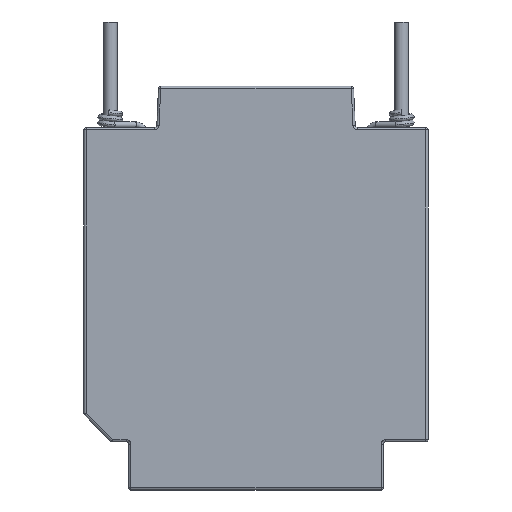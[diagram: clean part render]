
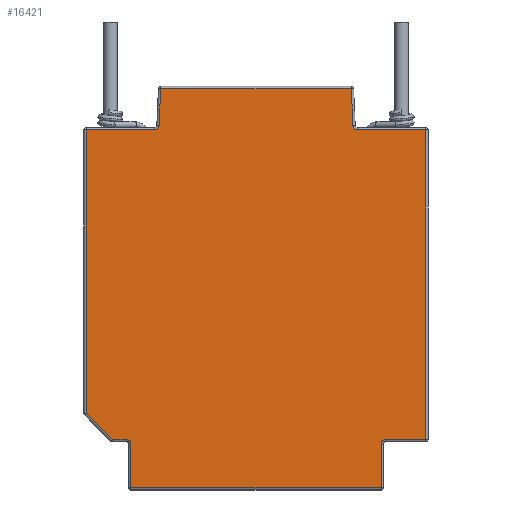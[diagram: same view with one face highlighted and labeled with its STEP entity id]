
A CAD part, front view. The second image highlights one B-rep face of the part: STEP entity #16421.
In plain terms, the highlighted planar face has unit normal (0, -1, 0).
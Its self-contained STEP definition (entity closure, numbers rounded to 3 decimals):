
#4769=DIRECTION('',(-1.,0.,0.));
#4770=VECTOR('',#4769,2.976);
#4771=CARTESIAN_POINT('',(7.4,-1.475,7.8));
#4772=LINE('',#4771,#4770);
#4773=DIRECTION('',(0.,0.,1.));
#4774=VECTOR('',#4773,13.5);
#4775=CARTESIAN_POINT('',(7.4,-1.475,-5.7));
#4776=LINE('',#4775,#4774);
#4777=DIRECTION('',(1.,0.,0.));
#4778=VECTOR('',#4777,1.75);
#4779=CARTESIAN_POINT('',(5.65,-1.475,-5.7));
#4780=LINE('',#4779,#4778);
#4781=CARTESIAN_POINT('',(5.65,-1.475,-5.9));
#4782=DIRECTION('',(0.,1.,0.));
#4783=DIRECTION('',(-1.,0.,0.));
#4784=AXIS2_PLACEMENT_3D('',#4781,#4782,#4783);
#4786=DIRECTION('',(0.,0.,1.));
#4787=VECTOR('',#4786,1.9);
#4788=CARTESIAN_POINT('',(5.45,-1.475,-7.8));
#4789=LINE('',#4788,#4787);
#4790=DIRECTION('',(1.,0.,0.));
#4791=VECTOR('',#4790,10.9);
#4792=CARTESIAN_POINT('',(-5.45,-1.475,-7.8));
#4793=LINE('',#4792,#4791);
#4794=DIRECTION('',(0.,0.,-1.));
#4795=VECTOR('',#4794,1.9);
#4796=CARTESIAN_POINT('',(-5.45,-1.475,-5.9));
#4797=LINE('',#4796,#4795);
#4798=CARTESIAN_POINT('',(-5.65,-1.475,-5.9));
#4799=DIRECTION('',(0.,1.,0.));
#4800=DIRECTION('',(0.,0.,1.));
#4801=AXIS2_PLACEMENT_3D('',#4798,#4799,#4800);
#4803=DIRECTION('',(1.,0.,0.));
#4804=VECTOR('',#4803,0.609);
#4805=CARTESIAN_POINT('',(-6.259,-1.475,-5.7));
#4806=LINE('',#4805,#4804);
#4807=DIRECTION('',(0.707,0.,-0.707));
#4808=VECTOR('',#4807,1.614);
#4809=CARTESIAN_POINT('',(-7.4,-1.475,-4.559));
#4810=LINE('',#4809,#4808);
#4811=DIRECTION('',(0.,0.,-1.));
#4812=VECTOR('',#4811,12.359);
#4813=CARTESIAN_POINT('',(-7.4,-1.475,7.8));
#4814=LINE('',#4813,#4812);
#4815=DIRECTION('',(-1.,0.,0.));
#4816=VECTOR('',#4815,2.976);
#4817=CARTESIAN_POINT('',(-4.424,-1.475,7.8));
#4818=LINE('',#4817,#4816);
#4819=CARTESIAN_POINT('',(-4.424,-1.475,8.));
#4820=DIRECTION('',(0.,1.,0.));
#4821=DIRECTION('',(0.999,0.,-0.044));
#4822=AXIS2_PLACEMENT_3D('',#4819,#4820,#4821);
#4824=DIRECTION('',(-0.044,0.,-0.999));
#4825=VECTOR('',#4824,1.61);
#4826=CARTESIAN_POINT('',(-4.154,-1.475,9.6));
#4827=LINE('',#4826,#4825);
#4828=DIRECTION('',(-1.,0.,0.));
#4829=VECTOR('',#4828,8.309);
#4830=CARTESIAN_POINT('',(4.154,-1.475,9.6));
#4831=LINE('',#4830,#4829);
#4832=DIRECTION('',(-0.044,0.,0.999));
#4833=VECTOR('',#4832,1.61);
#4834=CARTESIAN_POINT('',(4.225,-1.475,7.991));
#4835=LINE('',#4834,#4833);
#4836=CARTESIAN_POINT('',(4.424,-1.475,8.));
#4837=DIRECTION('',(0.,1.,0.));
#4838=DIRECTION('',(0.,0.,-1.));
#4839=AXIS2_PLACEMENT_3D('',#4836,#4837,#4838);
#7668=CARTESIAN_POINT('',(7.4,-1.475,7.8));
#7669=CARTESIAN_POINT('',(4.424,-1.475,7.8));
#7670=VERTEX_POINT('',#7668);
#7671=VERTEX_POINT('',#7669);
#7674=CARTESIAN_POINT('',(4.225,-1.475,7.991));
#7675=VERTEX_POINT('',#7674);
#7678=CARTESIAN_POINT('',(4.154,-1.475,9.6));
#7679=VERTEX_POINT('',#7678);
#7684=CARTESIAN_POINT('',(-4.154,-1.475,9.6));
#7685=VERTEX_POINT('',#7684);
#7690=CARTESIAN_POINT('',(-4.225,-1.475,7.991));
#7691=VERTEX_POINT('',#7690);
#7694=CARTESIAN_POINT('',(-4.424,-1.475,7.8));
#7695=VERTEX_POINT('',#7694);
#7698=CARTESIAN_POINT('',(-7.4,-1.475,7.8));
#7699=VERTEX_POINT('',#7698);
#7704=CARTESIAN_POINT('',(-7.4,-1.475,-4.559));
#7705=VERTEX_POINT('',#7704);
#7710=CARTESIAN_POINT('',(-6.259,-1.475,-5.7));
#7711=VERTEX_POINT('',#7710);
#7716=CARTESIAN_POINT('',(-5.65,-1.475,-5.7));
#7717=VERTEX_POINT('',#7716);
#7720=CARTESIAN_POINT('',(-5.45,-1.475,-5.9));
#7721=VERTEX_POINT('',#7720);
#7724=CARTESIAN_POINT('',(-5.45,-1.475,-7.8));
#7725=VERTEX_POINT('',#7724);
#7730=CARTESIAN_POINT('',(5.45,-1.475,-7.8));
#7731=VERTEX_POINT('',#7730);
#7736=CARTESIAN_POINT('',(5.45,-1.475,-5.9));
#7737=VERTEX_POINT('',#7736);
#7740=CARTESIAN_POINT('',(5.65,-1.475,-5.7));
#7741=VERTEX_POINT('',#7740);
#7744=CARTESIAN_POINT('',(7.4,-1.475,-5.7));
#7745=VERTEX_POINT('',#7744);
#16381=CARTESIAN_POINT('',(0.,-1.475,0.));
#16382=DIRECTION('',(0.,1.,0.));
#16383=DIRECTION('',(1.,0.,0.));
#16384=AXIS2_PLACEMENT_3D('',#16381,#16382,#16383);
#16385=PLANE('',#16384);
#16386=ORIENTED_EDGE('',*,*,#16364,.F.);
#16388=ORIENTED_EDGE('',*,*,#16387,.F.);
#16390=ORIENTED_EDGE('',*,*,#16389,.F.);
#16392=ORIENTED_EDGE('',*,*,#16391,.F.);
#16394=ORIENTED_EDGE('',*,*,#16393,.F.);
#16396=ORIENTED_EDGE('',*,*,#16395,.F.);
#16398=ORIENTED_EDGE('',*,*,#16397,.F.);
#16400=ORIENTED_EDGE('',*,*,#16399,.F.);
#16402=ORIENTED_EDGE('',*,*,#16401,.F.);
#16404=ORIENTED_EDGE('',*,*,#16403,.F.);
#16406=ORIENTED_EDGE('',*,*,#16405,.F.);
#16408=ORIENTED_EDGE('',*,*,#16407,.F.);
#16410=ORIENTED_EDGE('',*,*,#16409,.F.);
#16412=ORIENTED_EDGE('',*,*,#16411,.F.);
#16414=ORIENTED_EDGE('',*,*,#16413,.F.);
#16416=ORIENTED_EDGE('',*,*,#16415,.F.);
#16418=ORIENTED_EDGE('',*,*,#16417,.F.);
#16419=EDGE_LOOP('',(#16386,#16388,#16390,#16392,#16394,#16396,#16398,#16400,
#16402,#16404,#16406,#16408,#16410,#16412,#16414,#16416,#16418));
#16420=FACE_OUTER_BOUND('',#16419,.F.);
#4785=CIRCLE('',#4784,0.2);
#4802=CIRCLE('',#4801,0.2);
#4823=CIRCLE('',#4822,0.2);
#4840=CIRCLE('',#4839,0.2);
#16364=EDGE_CURVE('',#7670,#7671,#4772,.T.);
#16387=EDGE_CURVE('',#7745,#7670,#4776,.T.);
#16389=EDGE_CURVE('',#7741,#7745,#4780,.T.);
#16391=EDGE_CURVE('',#7737,#7741,#4785,.T.);
#16393=EDGE_CURVE('',#7731,#7737,#4789,.T.);
#16395=EDGE_CURVE('',#7725,#7731,#4793,.T.);
#16397=EDGE_CURVE('',#7721,#7725,#4797,.T.);
#16399=EDGE_CURVE('',#7717,#7721,#4802,.T.);
#16401=EDGE_CURVE('',#7711,#7717,#4806,.T.);
#16403=EDGE_CURVE('',#7705,#7711,#4810,.T.);
#16405=EDGE_CURVE('',#7699,#7705,#4814,.T.);
#16407=EDGE_CURVE('',#7695,#7699,#4818,.T.);
#16409=EDGE_CURVE('',#7691,#7695,#4823,.T.);
#16411=EDGE_CURVE('',#7685,#7691,#4827,.T.);
#16413=EDGE_CURVE('',#7679,#7685,#4831,.T.);
#16415=EDGE_CURVE('',#7675,#7679,#4835,.T.);
#16417=EDGE_CURVE('',#7671,#7675,#4840,.T.);
#16421=ADVANCED_FACE('',(#16420),#16385,.F.);
